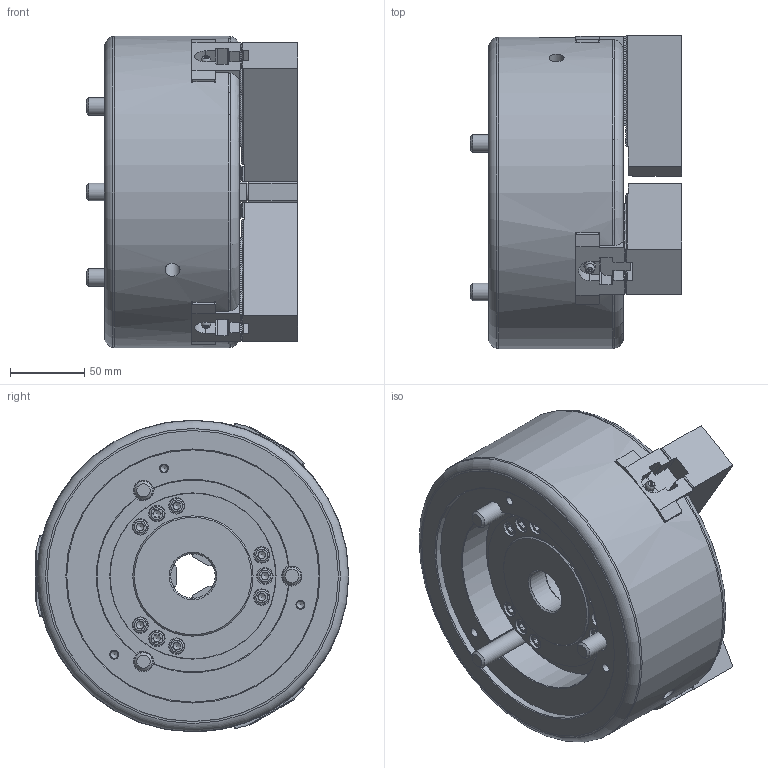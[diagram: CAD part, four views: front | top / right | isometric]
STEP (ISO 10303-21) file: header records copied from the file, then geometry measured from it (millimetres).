
FILE_DESCRIPTION(/* description */ ('Unknown'),/* implementation_level */ '2;1');
FILE_NAME(/* name */ 'BR08-Solid',/* time_stamp */ '2019-08-13T15:49:18+01:00',/* author */ ('Unknown'),/* organization */ ('Unknown'),/* preprocessor_version */ 'ST-DEVELOPER v16.7',/* originating_system */ 'DEX',/* authorisation */ $);
FILE_SCHEMA (('AUTOMOTIVE_DESIGN {1 0 10303 214 3 1 1}'));
Products named in the file (1): BR08-Solid
Bounding box: 142.2 x 211.25 x 210 mm (x, y, z)
Volume: 2871240.4 mm3; surface area: 310921.4 mm2
Topology: 1 solids, 31 shells, 2703 faces, 9432 edges, 5871 vertices
Faces by surface type: plane 2344, cylinder 208, cone 106, torus 39, sphere 6
Full cylindrical faces by diameter (mm): 1.5 x3, 1.9 x3, 4.2 x3, 5 x15, 5.3 x3, 5.5 x3, 6 x24, 6.6 x9, 8.5 x2, 9.5 x3, 10 x14, 11 x9, 12 x15, 13 x6, 13.5 x3, 18 x9, 19 x6, 20 x3, 30 x1, 66 x1, 68 x2, 75.5 x1, 78 x1, 81 x1, 86.9 x1, 87 x1, 111.6 x1, 112 x2, 170 x1, 210 x1
Entity records: 117472 total; most frequent: ORIENTED_EDGE 18148, CARTESIAN_POINT 17907, DIRECTION 15133, EDGE_CURVE 9074, LINE 8239, VECTOR 8239, VERTEX_POINT 5809, AXIS2_PLACEMENT_3D 3447
